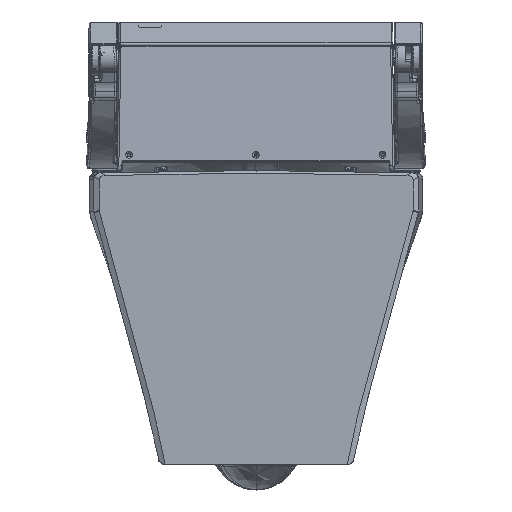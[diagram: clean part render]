
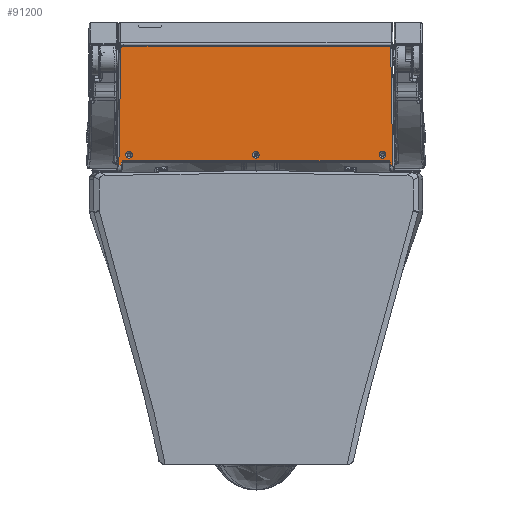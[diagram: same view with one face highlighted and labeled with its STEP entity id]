
A CAD part, left-side view. The second image highlights one B-rep face of the part: STEP entity #91200.
In plain terms, the highlighted face is planar.
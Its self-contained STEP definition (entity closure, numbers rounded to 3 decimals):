
#85829=CARTESIAN_POINT('',(-149.549,140.464,4.905));
#85830=VERTEX_POINT('',#85829);
#85856=CARTESIAN_POINT('',(-151.856,8.279,0.289));
#85857=VERTEX_POINT('',#85856);
#85858=CARTESIAN_POINT('',(-151.856,8.279,0.289));
#85859=DIRECTION('',(0.017,0.999,0.035));
#85860=VECTOR('',#85859,132.285);
#85861=LINE('',#85858,#85860);
#85862=EDGE_CURVE('',#85857,#85830,#85861,.T.);
#87888=CARTESIAN_POINT('',(-148.984,8.279,0.288));
#87889=VERTEX_POINT('',#87888);
#87890=CARTESIAN_POINT('',(-151.856,8.279,0.289));
#87891=DIRECTION('',(1.,0.,0.));
#87892=VECTOR('',#87891,2.873);
#87893=LINE('',#87890,#87892);
#87894=EDGE_CURVE('',#85857,#87889,#87893,.T.);
#89083=CARTESIAN_POINT('',(149.549,140.464,4.905));
#89084=VERTEX_POINT('',#89083);
#89085=CARTESIAN_POINT('',(151.856,8.279,0.289));
#89086=VERTEX_POINT('',#89085);
#89087=CARTESIAN_POINT('',(149.549,140.464,4.905));
#89088=DIRECTION('',(0.017,-0.999,-0.035));
#89089=VECTOR('',#89088,132.285);
#89090=LINE('',#89087,#89089);
#89091=EDGE_CURVE('',#89084,#89086,#89090,.T.);
#91069=CARTESIAN_POINT('',(162.182,0.0,0.0));
#91070=DIRECTION('',(0.0,0.035,-0.999));
#91071=DIRECTION('',(-1.0,0.0,0.0));
#91072=AXIS2_PLACEMENT_3D('',#91069,#91070,#91071);
#91073=PLANE('',#91072);
#91074=CARTESIAN_POINT('',(147.087,12.828,0.448));
#91075=VERTEX_POINT('',#91074);
#91076=CARTESIAN_POINT('',(148.886,11.091,0.387));
#91077=VERTEX_POINT('',#91076);
#91078=CARTESIAN_POINT('',(147.087,12.828,0.448));
#91079=CARTESIAN_POINT('',(147.142,12.828,0.448));
#91080=CARTESIAN_POINT('',(147.199,12.826,0.448));
#91081=CARTESIAN_POINT('',(147.259,12.821,0.448));
#91082=CARTESIAN_POINT('',(147.465,12.796,0.447));
#91083=CARTESIAN_POINT('',(147.687,12.737,0.445));
#91084=CARTESIAN_POINT('',(147.853,12.673,0.443));
#91085=CARTESIAN_POINT('',(148.117,12.526,0.437));
#91086=CARTESIAN_POINT('',(148.361,12.308,0.43));
#91087=CARTESIAN_POINT('',(148.445,12.219,0.427));
#91088=CARTESIAN_POINT('',(148.56,12.073,0.422));
#91089=CARTESIAN_POINT('',(148.658,11.91,0.416));
#91090=CARTESIAN_POINT('',(148.688,11.854,0.414));
#91091=CARTESIAN_POINT('',(148.742,11.742,0.41));
#91092=CARTESIAN_POINT('',(148.787,11.624,0.406));
#91093=CARTESIAN_POINT('',(148.807,11.564,0.404));
#91094=CARTESIAN_POINT('',(148.843,11.436,0.399));
#91095=CARTESIAN_POINT('',(148.868,11.304,0.395));
#91096=CARTESIAN_POINT('',(148.877,11.234,0.392));
#91097=CARTESIAN_POINT('',(148.883,11.162,0.39));
#91098=CARTESIAN_POINT('',(148.886,11.091,0.387));
#91099=B_SPLINE_CURVE_WITH_KNOTS('',5,(#91078,#91079,#91080,#91081,#91082,#91083,#91084,#91085,#91086,#91087,#91088,#91089,#91090,#91091,#91092,#91093,#91094,#91095,#91096,#91097,#91098),.UNSPECIFIED.,.F.,.U.,(6,3,3,3,3,3,6),(0.0,0.571,1.974,2.78,3.167,3.545,3.963),.UNSPECIFIED.);
#91100=EDGE_CURVE('',#91075,#91077,#91099,.T.);
#91101=ORIENTED_EDGE('',*,*,#91100,.F.);
#91102=CARTESIAN_POINT('',(-147.087,12.828,0.448));
#91103=VERTEX_POINT('',#91102);
#91104=CARTESIAN_POINT('',(-147.087,12.828,0.448));
#91105=DIRECTION('',(1.0,0.0,0.0));
#91106=VECTOR('',#91105,294.173);
#91107=LINE('',#91104,#91106);
#91108=EDGE_CURVE('',#91103,#91075,#91107,.T.);
#91109=ORIENTED_EDGE('',*,*,#91108,.F.);
#91110=CARTESIAN_POINT('',(-148.886,11.091,0.387));
#91111=VERTEX_POINT('',#91110);
#91112=CARTESIAN_POINT('',(-148.886,11.091,0.387));
#91113=CARTESIAN_POINT('',(-148.884,11.145,0.389));
#91114=CARTESIAN_POINT('',(-148.88,11.201,0.391));
#91115=CARTESIAN_POINT('',(-148.873,11.26,0.393));
#91116=CARTESIAN_POINT('',(-148.842,11.465,0.4));
#91117=CARTESIAN_POINT('',(-148.775,11.687,0.408));
#91118=CARTESIAN_POINT('',(-148.704,11.852,0.414));
#91119=CARTESIAN_POINT('',(-148.547,12.111,0.423));
#91120=CARTESIAN_POINT('',(-148.321,12.347,0.431));
#91121=CARTESIAN_POINT('',(-148.228,12.428,0.434));
#91122=CARTESIAN_POINT('',(-148.078,12.538,0.438));
#91123=CARTESIAN_POINT('',(-147.911,12.63,0.441));
#91124=CARTESIAN_POINT('',(-147.854,12.658,0.442));
#91125=CARTESIAN_POINT('',(-147.739,12.708,0.444));
#91126=CARTESIAN_POINT('',(-147.619,12.749,0.445));
#91127=CARTESIAN_POINT('',(-147.558,12.767,0.446));
#91128=CARTESIAN_POINT('',(-147.43,12.798,0.447));
#91129=CARTESIAN_POINT('',(-147.298,12.818,0.448));
#91130=CARTESIAN_POINT('',(-147.228,12.825,0.448));
#91131=CARTESIAN_POINT('',(-147.157,12.828,0.448));
#91132=CARTESIAN_POINT('',(-147.087,12.828,0.448));
#91133=B_SPLINE_CURVE_WITH_KNOTS('',5,(#91112,#91113,#91114,#91115,#91116,#91117,#91118,#91119,#91120,#91121,#91122,#91123,#91124,#91125,#91126,#91127,#91128,#91129,#91130,#91131,#91132),.UNSPECIFIED.,.F.,.U.,(6,3,3,3,3,3,6),(0.0,0.563,1.964,2.774,3.164,3.546,3.96),.UNSPECIFIED.);
#91134=EDGE_CURVE('',#91111,#91103,#91133,.T.);
#91135=ORIENTED_EDGE('',*,*,#91134,.F.);
#91136=CARTESIAN_POINT('',(-148.984,8.279,0.289));
#91137=DIRECTION('',(0.035,0.999,0.035));
#91138=VECTOR('',#91137,2.815);
#91139=LINE('',#91136,#91138);
#91140=EDGE_CURVE('',#87889,#91111,#91139,.T.);
#91141=ORIENTED_EDGE('',*,*,#91140,.F.);
#91142=ORIENTED_EDGE('',*,*,#87894,.F.);
#91143=ORIENTED_EDGE('',*,*,#85862,.T.);
#91144=CARTESIAN_POINT('',(149.549,140.464,4.905));
#91145=DIRECTION('',(-1.0,0.0,0.0));
#91146=VECTOR('',#91145,299.098);
#91147=LINE('',#91144,#91146);
#91148=EDGE_CURVE('',#89084,#85830,#91147,.T.);
#91149=ORIENTED_EDGE('',*,*,#91148,.F.);
#91150=ORIENTED_EDGE('',*,*,#89091,.T.);
#91151=CARTESIAN_POINT('',(148.984,8.279,0.288));
#91152=VERTEX_POINT('',#91151);
#91153=CARTESIAN_POINT('',(148.984,8.279,0.289));
#91154=DIRECTION('',(1.,0.,0.));
#91155=VECTOR('',#91154,2.873);
#91156=LINE('',#91153,#91155);
#91157=EDGE_CURVE('',#91152,#89086,#91156,.T.);
#91158=ORIENTED_EDGE('',*,*,#91157,.F.);
#91159=CARTESIAN_POINT('',(148.886,11.091,0.387));
#91160=DIRECTION('',(0.035,-0.999,-0.035));
#91161=VECTOR('',#91160,2.815);
#91162=LINE('',#91159,#91161);
#91163=EDGE_CURVE('',#91077,#91152,#91162,.T.);
#91164=ORIENTED_EDGE('',*,*,#91163,.F.);
#91165=EDGE_LOOP('',(#91101,#91109,#91135,#91141,#91142,#91143,#91149,#91150,#91158,#91164));
#91166=FACE_OUTER_BOUND('',#91165,.T.);
#91167=CARTESIAN_POINT('',(140.5,16.25,0.567));
#91168=VERTEX_POINT('',#91167);
#91169=CARTESIAN_POINT('',(140.5,20.0,0.698));
#91170=DIRECTION('',(0.0,-0.035,0.999));
#91171=DIRECTION('',(0.0,0.999,0.035));
#91172=AXIS2_PLACEMENT_3D('',#91169,#91170,#91171);
#91173=ELLIPSE('',#91172,3.752,3.75);
#91174=EDGE_CURVE('',#91168,#91168,#91173,.T.);
#91175=ORIENTED_EDGE('',*,*,#91174,.T.);
#91176=EDGE_LOOP('',(#91175));
#91177=FACE_BOUND('',#91176,.T.);
#91178=CARTESIAN_POINT('',(-140.5,16.25,0.567));
#91179=VERTEX_POINT('',#91178);
#91180=CARTESIAN_POINT('',(-140.5,20.0,0.698));
#91181=DIRECTION('',(0.0,-0.035,0.999));
#91182=DIRECTION('',(0.0,0.999,0.035));
#91183=AXIS2_PLACEMENT_3D('',#91180,#91181,#91182);
#91184=ELLIPSE('',#91183,3.752,3.75);
#91185=EDGE_CURVE('',#91179,#91179,#91184,.T.);
#91186=ORIENTED_EDGE('',*,*,#91185,.T.);
#91187=EDGE_LOOP('',(#91186));
#91188=FACE_BOUND('',#91187,.T.);
#91189=CARTESIAN_POINT('',(-3.75,20.0,0.698));
#91190=VERTEX_POINT('',#91189);
#91191=CARTESIAN_POINT('',(0.0,20.0,0.698));
#91192=DIRECTION('',(0.0,-0.035,0.999));
#91193=DIRECTION('',(0.0,0.999,0.035));
#91194=AXIS2_PLACEMENT_3D('',#91191,#91192,#91193);
#91195=ELLIPSE('',#91194,3.752,3.75);
#91196=EDGE_CURVE('',#91190,#91190,#91195,.T.);
#91197=ORIENTED_EDGE('',*,*,#91196,.T.);
#91198=EDGE_LOOP('',(#91197));
#91199=FACE_BOUND('',#91198,.T.);
#91200=ADVANCED_FACE('',(#91166,#91177,#91188,#91199),#91073,.T.);
